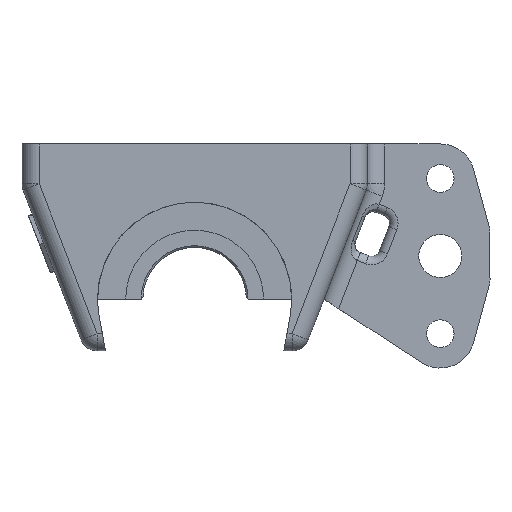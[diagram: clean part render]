
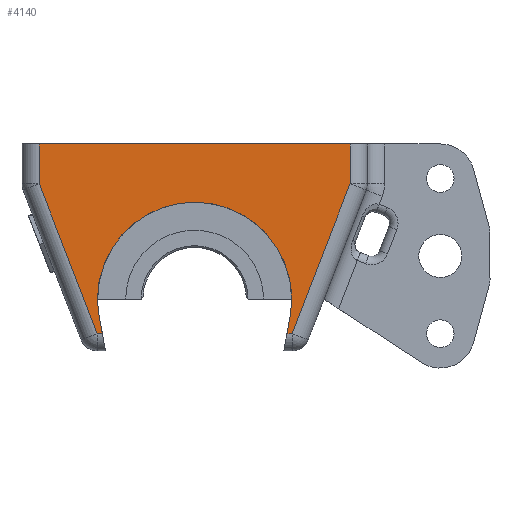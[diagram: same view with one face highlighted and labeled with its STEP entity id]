
A CAD part, front view. The second image highlights one B-rep face of the part: STEP entity #4140.
In plain terms, the highlighted planar face has unit normal (0, -1, 0).
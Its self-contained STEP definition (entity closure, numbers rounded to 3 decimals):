
#126=PLANE('',#4432);
#348=LINE('',#7352,#631);
#349=LINE('',#7354,#632);
#351=LINE('',#7360,#634);
#357=LINE('',#7377,#640);
#359=LINE('',#7381,#642);
#360=LINE('',#7383,#643);
#361=LINE('',#7385,#644);
#362=LINE('',#7387,#645);
#363=LINE('',#7389,#646);
#631=VECTOR('',#5120,10.);
#632=VECTOR('',#5123,10.);
#634=VECTOR('',#5129,10.);
#640=VECTOR('',#5147,10.);
#642=VECTOR('',#5151,10.);
#643=VECTOR('',#5152,10.);
#644=VECTOR('',#5153,10.);
#645=VECTOR('',#5154,10.);
#646=VECTOR('',#5155,10.);
#892=B_SPLINE_CURVE_WITH_KNOTS('',3,(#7395,#7396,#7397,#7398,#7399,#7400),
 .UNSPECIFIED.,.F.,.F.,(4,2,4),(0.,0.021,0.043),
 .UNSPECIFIED.);
#893=B_SPLINE_CURVE_WITH_KNOTS('',3,(#7404,#7405,#7406,#7407,#7408,#7409),
 .UNSPECIFIED.,.F.,.F.,(4,2,4),(0.,0.029,0.058),
 .UNSPECIFIED.);
#894=B_SPLINE_CURVE_WITH_KNOTS('',3,(#7411,#7412,#7413,#7414),
 .UNSPECIFIED.,.F.,.F.,(4,4),(1.081,1.092),
 .UNSPECIFIED.);
#1174=FACE_OUTER_BOUND('',#1433,.T.);
#1433=EDGE_LOOP('',(#3453,#3454,#3455,#3456,#3457,#3458,#3459,#3460,#3461,
#3462,#3463,#3464,#3465,#3466,#3467,#3468));
#1626=CIRCLE('',#4433,11.25);
#1627=CIRCLE('',#4434,10.636);
#1628=CIRCLE('',#4435,11.25);
#1629=CIRCLE('',#4436,11.25);
#1954=VERTEX_POINT('',#7339);
#1955=VERTEX_POINT('',#7346);
#1956=VERTEX_POINT('',#7350);
#1957=VERTEX_POINT('',#7356);
#1963=VERTEX_POINT('',#7376);
#1964=VERTEX_POINT('',#7380);
#1965=VERTEX_POINT('',#7382);
#1966=VERTEX_POINT('',#7384);
#1967=VERTEX_POINT('',#7386);
#1968=VERTEX_POINT('',#7388);
#1969=VERTEX_POINT('',#7390);
#1970=VERTEX_POINT('',#7392);
#1971=VERTEX_POINT('',#7394);
#1972=VERTEX_POINT('',#7401);
#1973=VERTEX_POINT('',#7403);
#1974=VERTEX_POINT('',#7410);
#2477=EDGE_CURVE('',#1956,#1955,#348,.T.);
#2478=EDGE_CURVE('',#1955,#1954,#349,.T.);
#2481=EDGE_CURVE('',#1954,#1957,#351,.T.);
#2489=EDGE_CURVE('',#1963,#1957,#357,.T.);
#2491=EDGE_CURVE('',#1956,#1964,#359,.T.);
#2492=EDGE_CURVE('',#1965,#1964,#360,.T.);
#2493=EDGE_CURVE('',#1966,#1965,#361,.T.);
#2494=EDGE_CURVE('',#1967,#1966,#362,.T.);
#2495=EDGE_CURVE('',#1967,#1968,#363,.T.);
#2496=EDGE_CURVE('',#1968,#1969,#1626,.T.);
#2497=EDGE_CURVE('',#1970,#1969,#1627,.T.);
#2498=EDGE_CURVE('',#1971,#1970,#892,.T.);
#2499=EDGE_CURVE('',#1971,#1972,#1628,.T.);
#2500=EDGE_CURVE('',#1973,#1972,#893,.T.);
#2501=EDGE_CURVE('',#1974,#1973,#894,.T.);
#2502=EDGE_CURVE('',#1974,#1963,#1629,.T.);
#3453=ORIENTED_EDGE('',*,*,#2481,.F.);
#3454=ORIENTED_EDGE('',*,*,#2478,.F.);
#3455=ORIENTED_EDGE('',*,*,#2477,.F.);
#3456=ORIENTED_EDGE('',*,*,#2491,.T.);
#3457=ORIENTED_EDGE('',*,*,#2492,.F.);
#3458=ORIENTED_EDGE('',*,*,#2493,.F.);
#3459=ORIENTED_EDGE('',*,*,#2494,.F.);
#3460=ORIENTED_EDGE('',*,*,#2495,.T.);
#3461=ORIENTED_EDGE('',*,*,#2496,.T.);
#3462=ORIENTED_EDGE('',*,*,#2497,.F.);
#3463=ORIENTED_EDGE('',*,*,#2498,.F.);
#3464=ORIENTED_EDGE('',*,*,#2499,.T.);
#3465=ORIENTED_EDGE('',*,*,#2500,.F.);
#3466=ORIENTED_EDGE('',*,*,#2501,.F.);
#3467=ORIENTED_EDGE('',*,*,#2502,.T.);
#3468=ORIENTED_EDGE('',*,*,#2489,.T.);
#4140=ADVANCED_FACE('',(#1174),#126,.F.);
#4432=AXIS2_PLACEMENT_3D('',#7379,#5149,#5150);
#4433=AXIS2_PLACEMENT_3D('',#7391,#5156,#5157);
#4434=AXIS2_PLACEMENT_3D('',#7393,#5158,#5159);
#4435=AXIS2_PLACEMENT_3D('',#7402,#5160,#5161);
#4436=AXIS2_PLACEMENT_3D('',#7415,#5162,#5163);
#5120=DIRECTION('',(0.,0.,-1.));
#5123=DIRECTION('',(-0.361,0.,-0.933));
#5129=DIRECTION('',(-1.,0.,0.));
#5147=DIRECTION('',(-0.178,0.,-0.984));
#5149=DIRECTION('center_axis',(0.,1.,0.));
#5150=DIRECTION('ref_axis',(-1.,0.,0.));
#5151=DIRECTION('',(-1.,0.,0.));
#5152=DIRECTION('',(0.,0.,1.));
#5153=DIRECTION('',(-0.361,0.,0.933));
#5154=DIRECTION('',(-1.,0.,0.));
#5155=DIRECTION('',(-0.178,0.,0.984));
#5156=DIRECTION('center_axis',(0.,1.,0.));
#5157=DIRECTION('ref_axis',(-1.,0.,0.));
#5158=DIRECTION('center_axis',(0.,1.,0.));
#5159=DIRECTION('ref_axis',(0.989,0.,-0.149));
#5160=DIRECTION('center_axis',(0.,1.,0.));
#5161=DIRECTION('ref_axis',(-1.,0.,0.));
#5162=DIRECTION('center_axis',(0.,1.,0.));
#5163=DIRECTION('ref_axis',(-1.,0.,0.));
#7339=CARTESIAN_POINT('',(-118.692,-31.851,27.502));
#7346=CARTESIAN_POINT('',(-111.972,-31.851,44.874));
#7350=CARTESIAN_POINT('',(-111.972,-31.851,49.5));
#7352=CARTESIAN_POINT('',(-111.972,-31.851,41.001));
#7354=CARTESIAN_POINT('',(-117.993,-31.851,29.309));
#7356=CARTESIAN_POINT('',(-119.29,-31.851,27.502));
#7360=CARTESIAN_POINT('',(-124.825,-31.851,27.502));
#7376=CARTESIAN_POINT('',(-118.929,-31.851,29.502));
#7377=CARTESIAN_POINT('',(-118.929,-31.851,29.502));
#7379=CARTESIAN_POINT('Origin',(-130.,-31.851,37.501));
#7380=CARTESIAN_POINT('',(-148.028,-31.851,49.5));
#7381=CARTESIAN_POINT('',(-109.972,-31.851,49.5));
#7382=CARTESIAN_POINT('',(-148.028,-31.851,44.874));
#7383=CARTESIAN_POINT('',(-148.028,-31.851,43.501));
#7384=CARTESIAN_POINT('',(-141.308,-31.851,27.502));
#7385=CARTESIAN_POINT('',(-145.682,-31.851,38.808));
#7386=CARTESIAN_POINT('',(-140.71,-31.851,27.502));
#7387=CARTESIAN_POINT('',(-136.34,-31.851,27.502));
#7388=CARTESIAN_POINT('',(-141.071,-31.851,29.502));
#7389=CARTESIAN_POINT('',(-141.071,-31.851,29.502));
#7390=CARTESIAN_POINT('',(-141.124,-31.851,33.18));
#7391=CARTESIAN_POINT('Origin',(-130.,-31.851,31.5));
#7392=CARTESIAN_POINT('',(-141.083,-31.851,33.479));
#7393=CARTESIAN_POINT('Origin',(-151.64,-31.851,34.768));
#7394=CARTESIAN_POINT('',(-140.992,-31.851,33.897));
#7395=CARTESIAN_POINT('Ctrl Pts',(-140.992,-31.851,33.897));
#7396=CARTESIAN_POINT('Ctrl Pts',(-141.007,-31.851,33.828));
#7397=CARTESIAN_POINT('Ctrl Pts',(-141.022,-31.851,33.758));
#7398=CARTESIAN_POINT('Ctrl Pts',(-141.053,-31.851,33.618));
#7399=CARTESIAN_POINT('Ctrl Pts',(-141.068,-31.851,33.549));
#7400=CARTESIAN_POINT('Ctrl Pts',(-141.083,-31.851,33.479));
#7401=CARTESIAN_POINT('',(-119.003,-31.851,33.874));
#7402=CARTESIAN_POINT('Origin',(-130.,-31.851,31.5));
#7403=CARTESIAN_POINT('',(-118.881,-31.851,33.307));
#7404=CARTESIAN_POINT('Ctrl Pts',(-118.88,-31.851,33.307));
#7405=CARTESIAN_POINT('Ctrl Pts',(-118.901,-31.851,33.402));
#7406=CARTESIAN_POINT('Ctrl Pts',(-118.922,-31.851,33.497));
#7407=CARTESIAN_POINT('Ctrl Pts',(-118.963,-31.851,33.686));
#7408=CARTESIAN_POINT('Ctrl Pts',(-118.983,-31.851,33.781));
#7409=CARTESIAN_POINT('Ctrl Pts',(-119.003,-31.851,33.874));
#7410=CARTESIAN_POINT('',(-118.881,-31.851,33.215));
#7411=CARTESIAN_POINT('Ctrl Pts',(-118.881,-31.851,33.215));
#7412=CARTESIAN_POINT('Ctrl Pts',(-118.881,-31.851,33.245));
#7413=CARTESIAN_POINT('Ctrl Pts',(-118.881,-31.851,33.276));
#7414=CARTESIAN_POINT('Ctrl Pts',(-118.881,-31.851,33.306));
#7415=CARTESIAN_POINT('Origin',(-130.,-31.851,31.5));
